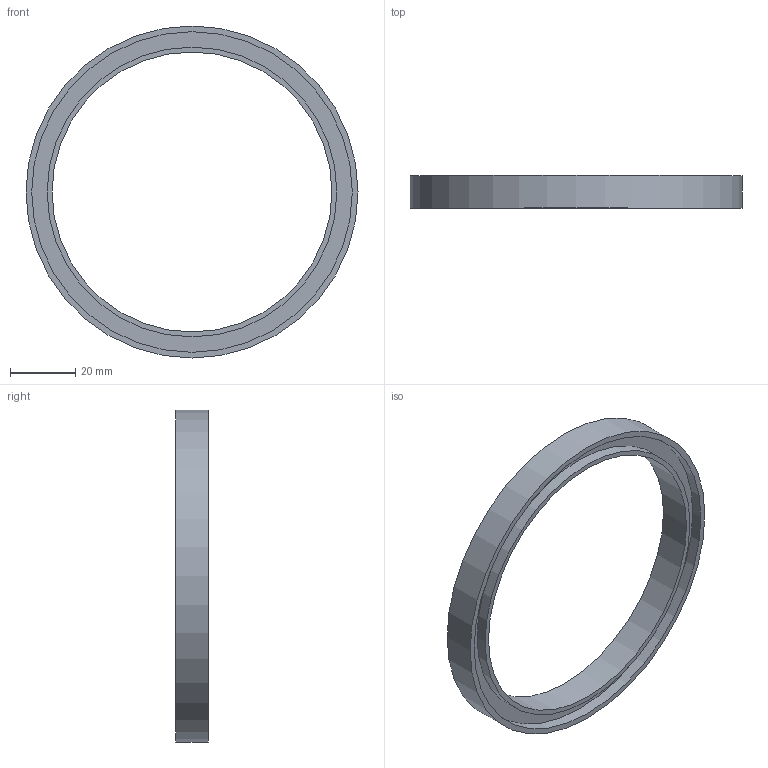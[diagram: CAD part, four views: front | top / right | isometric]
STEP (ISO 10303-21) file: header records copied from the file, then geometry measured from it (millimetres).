
FILE_DESCRIPTION(/* description */ (''),/* implementation_level */ '2;1');
FILE_NAME(/* name */ 'entretoise simplifie 10mm v1.step',/* time_stamp */ '2022-12-04T11:20:20+01:00',/* author */ (''),/* organization */ (''),/* preprocessor_version */ 'ST-DEVELOPER v19.2',/* originating_system */ 'Autodesk Translation Framework v11.17.0.187',/* authorisation */ '');
FILE_SCHEMA (('AUTOMOTIVE_DESIGN { 1 0 10303 214 3 1 1 }'));
Length unit declared in the file: millimetre
Products named in the file (1): entretoise simplifiée 10mm
Bounding box: 102 x 10 x 102 mm (x, y, z)
Volume: 18728.3 mm3; surface area: 12692.8 mm2
Topology: 1 solids, 1 shells, 8 faces, 12 edges, 8 vertices
Faces by surface type: cylinder 4, plane 4
Full cylindrical faces by diameter (mm): 86 x1, 89 x1, 98.5 x1, 102 x1
Entity records: 221 total; most frequent: DIRECTION 38, CARTESIAN_POINT 29, ORIENTED_EDGE 24, AXIS2_PLACEMENT_3D 17, EDGE_LOOP 12, EDGE_CURVE 12, FACE_OUTER_BOUND 8, CIRCLE 8
